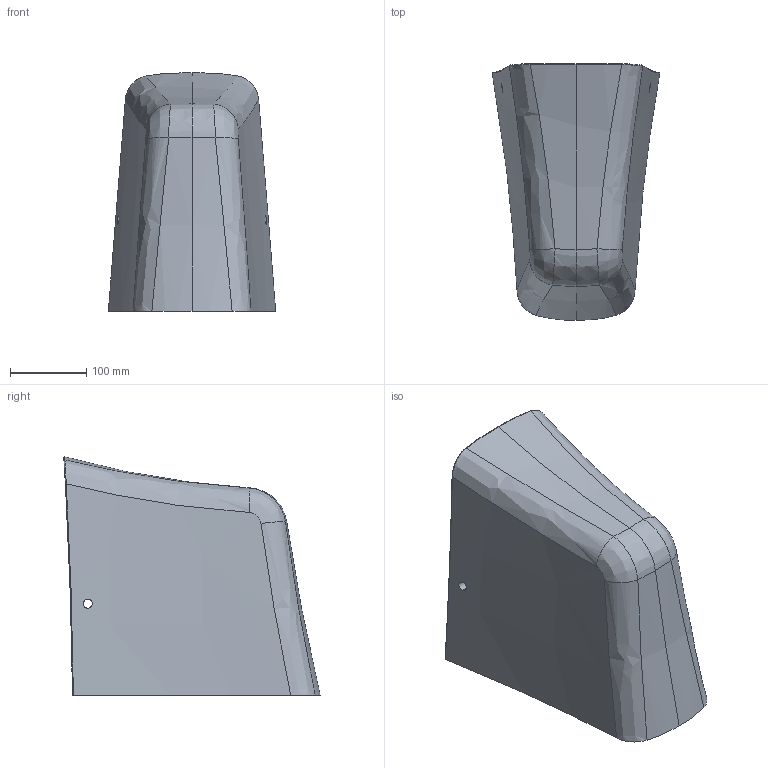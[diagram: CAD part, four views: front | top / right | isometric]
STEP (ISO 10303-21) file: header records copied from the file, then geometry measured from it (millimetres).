
FILE_DESCRIPTION (( 'STEP AP214' ), '1' );
FILE_NAME ('VITSPED01_STEP_V10521.STEP', '2021-05-25T11:13:20', ( '' ), ( '' ), 'SwSTEP 2.0', 'SolidWorks 2019', '' );
FILE_SCHEMA (( 'AUTOMOTIVE_DESIGN' ));
Length unit declared in the file: millimetre
Products named in the file (1): VITSPED01_STEP_V10521
Bounding box: 219.59 x 336.47 x 312.8 mm (x, y, z)
Volume: 2683284.1 mm3; surface area: 464260.3 mm2
Topology: 1 solids, 1 shells, 90 faces, 214 edges, 126 vertices
Faces by surface type: bspline 69, cylinder 12, plane 7, sphere 2
Entity records: 7587 total; most frequent: CARTESIAN_POINT 6015, ORIENTED_EDGE 428, EDGE_CURVE 214, DIRECTION 160, B_SPLINE_CURVE_WITH_KNOTS 130, VERTEX_POINT 126, EDGE_LOOP 94, ADVANCED_FACE 90
